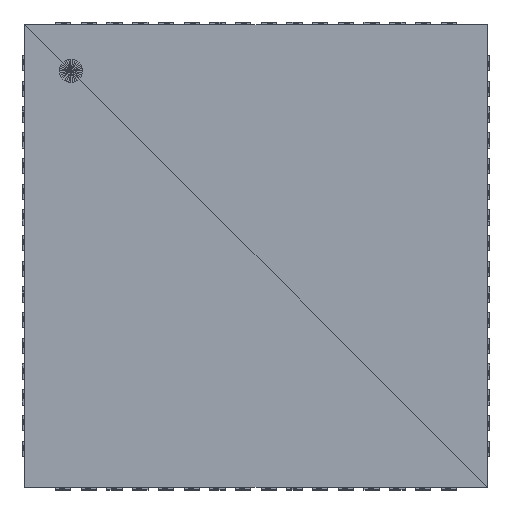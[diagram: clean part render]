
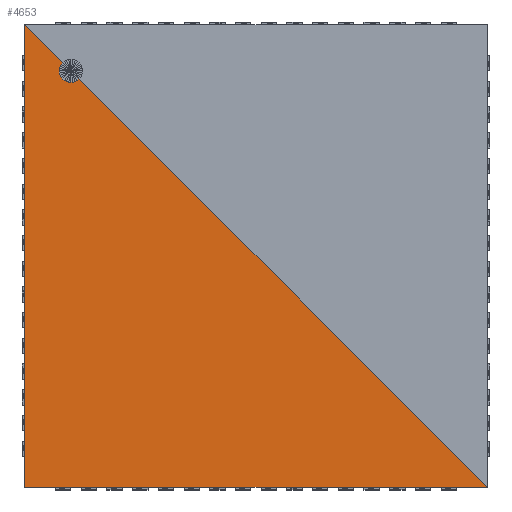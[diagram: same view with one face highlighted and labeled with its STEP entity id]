
A CAD part, top view. The second image highlights one B-rep face of the part: STEP entity #4653.
In plain terms, the highlighted planar face has unit normal (0, 0, 1).
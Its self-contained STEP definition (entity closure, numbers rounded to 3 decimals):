
#4653=ADVANCED_FACE('',(#4654),#4680,.F.);
#4654=FACE_OUTER_BOUND('',#4655,.T.);
#4655=EDGE_LOOP('',(#4656,#4658,#4660));
#4656=ORIENTED_EDGE('',*,*,#4657,.T.);
#4657=EDGE_CURVE('',#4662,#4664,#4666,.T.);
#4658=ORIENTED_EDGE('',*,*,#4659,.T.);
#4659=EDGE_CURVE('',#4664,#4670,#4672,.T.);
#4660=ORIENTED_EDGE('',*,*,#4661,.T.);
#4661=EDGE_CURVE('',#4670,#4662,#4676,.T.);
#4662=VERTEX_POINT('',#4663);
#4663=CARTESIAN_POINT('',(4.5,-4.5,0.965));
#4664=VERTEX_POINT('',#4665);
#4665=CARTESIAN_POINT('',(-4.5,-4.5,0.965));
#4666=LINE('',#4667,#4668);
#4667=CARTESIAN_POINT('',(4.5,-4.5,0.965));
#4668=VECTOR('',#4669,1.0);
#4669=DIRECTION('',(1.0,0.0,0.0));
#4670=VERTEX_POINT('',#4671);
#4671=CARTESIAN_POINT('',(-4.5,4.5,0.965));
#4672=LINE('',#4673,#4674);
#4673=CARTESIAN_POINT('',(-4.5,-4.5,0.965));
#4674=VECTOR('',#4675,1.0);
#4675=DIRECTION('',(0.0,-1.0,0.0));
#4676=LINE('',#4677,#4678);
#4677=CARTESIAN_POINT('',(-4.5,4.5,0.965));
#4678=VECTOR('',#4679,1.0);
#4679=DIRECTION('',(-0.707,0.707,0.0));
#4680=PLANE('',#4681);
#4681=AXIS2_PLACEMENT_3D('',#4682,#4683,#4684);
#4682=CARTESIAN_POINT('',(-4.5,-4.5,0.965));
#4683=DIRECTION('',(0.0,0.0,-1.0));
#4684=DIRECTION('',(0.707,-0.707,0.0));
